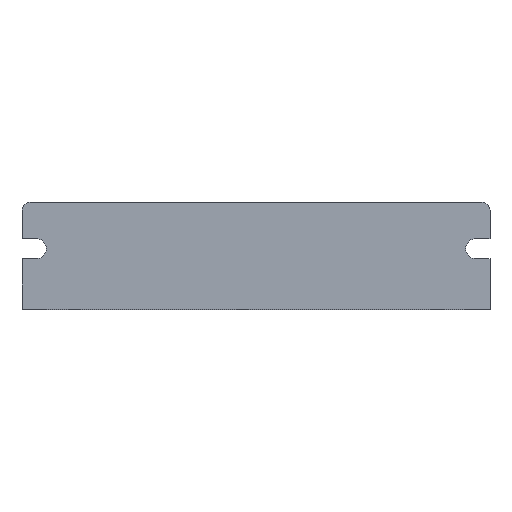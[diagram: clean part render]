
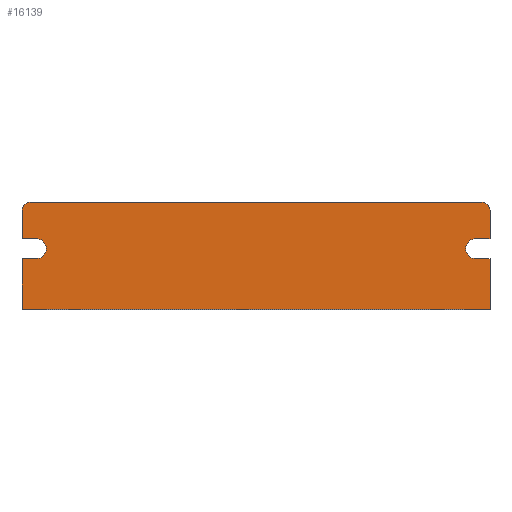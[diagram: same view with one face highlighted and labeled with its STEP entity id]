
A CAD part, top view. The second image highlights one B-rep face of the part: STEP entity #16139.
In plain terms, the highlighted planar face has unit normal (0, 0, 1).
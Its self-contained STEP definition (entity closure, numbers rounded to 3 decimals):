
#2597=DIRECTION('',(-1.,0.,0.));
#2598=VECTOR('',#2597,116.);
#2599=CARTESIAN_POINT('',(58.,0.,34.6));
#2600=LINE('',#2599,#2598);
#4289=DIRECTION('',(1.,0.,0.));
#4290=VECTOR('',#4289,112.);
#4291=CARTESIAN_POINT('',(-56.,26.5,34.6));
#4292=LINE('',#4291,#4290);
#4301=CARTESIAN_POINT('',(-56.,24.5,34.6));
#4302=DIRECTION('',(0.,0.,1.));
#4303=DIRECTION('',(0.,1.,0.));
#4304=AXIS2_PLACEMENT_3D('',#4301,#4302,#4303);
#4306=CARTESIAN_POINT('',(56.,24.5,34.6));
#4307=DIRECTION('',(0.,0.,1.));
#4308=DIRECTION('',(1.,0.,0.));
#4309=AXIS2_PLACEMENT_3D('',#4306,#4307,#4308);
#4311=CARTESIAN_POINT('',(54.5,15.,34.6));
#4312=DIRECTION('',(0.,0.,-1.));
#4313=DIRECTION('',(0.,-1.,0.));
#4314=AXIS2_PLACEMENT_3D('',#4311,#4312,#4313);
#4316=DIRECTION('',(0.,-1.,0.));
#4317=VECTOR('',#4316,12.5);
#4318=CARTESIAN_POINT('',(-58.,12.5,34.6));
#4319=LINE('',#4318,#4317);
#4320=CARTESIAN_POINT('',(-54.5,15.,34.6));
#4321=DIRECTION('',(0.,0.,-1.));
#4322=DIRECTION('',(0.,1.,0.));
#4323=AXIS2_PLACEMENT_3D('',#4320,#4321,#4322);
#4325=DIRECTION('',(1.,0.,0.));
#4326=VECTOR('',#4325,3.5);
#4327=CARTESIAN_POINT('',(-58.,17.5,34.6));
#4328=LINE('',#4327,#4326);
#4329=DIRECTION('',(0.,-1.,0.));
#4330=VECTOR('',#4329,7.);
#4331=CARTESIAN_POINT('',(-58.,24.5,34.6));
#4332=LINE('',#4331,#4330);
#4365=DIRECTION('',(-1.,0.,0.));
#4366=VECTOR('',#4365,3.5);
#4367=CARTESIAN_POINT('',(-54.5,12.5,34.6));
#4368=LINE('',#4367,#4366);
#4373=DIRECTION('',(0.,-1.,0.));
#4374=VECTOR('',#4373,7.);
#4375=CARTESIAN_POINT('',(58.,24.5,34.6));
#4376=LINE('',#4375,#4374);
#4385=DIRECTION('',(1.,0.,0.));
#4386=VECTOR('',#4385,3.5);
#4387=CARTESIAN_POINT('',(54.5,17.5,34.6));
#4388=LINE('',#4387,#4386);
#4401=DIRECTION('',(-1.,0.,0.));
#4402=VECTOR('',#4401,3.5);
#4403=CARTESIAN_POINT('',(58.,12.5,34.6));
#4404=LINE('',#4403,#4402);
#4409=DIRECTION('',(0.,-1.,0.));
#4410=VECTOR('',#4409,12.5);
#4411=CARTESIAN_POINT('',(58.,12.5,34.6));
#4412=LINE('',#4411,#4410);
#6399=CARTESIAN_POINT('',(-58.,24.5,34.6));
#6401=VERTEX_POINT('',#6399);
#6405=CARTESIAN_POINT('',(-58.,17.5,34.6));
#6406=VERTEX_POINT('',#6405);
#6411=CARTESIAN_POINT('',(-58.,0.,34.6));
#6412=VERTEX_POINT('',#6411);
#6413=CARTESIAN_POINT('',(-58.,12.5,34.6));
#6414=VERTEX_POINT('',#6413);
#6437=CARTESIAN_POINT('',(-56.,26.5,34.6));
#6438=VERTEX_POINT('',#6437);
#6457=CARTESIAN_POINT('',(-54.5,17.5,34.6));
#6458=VERTEX_POINT('',#6457);
#6459=CARTESIAN_POINT('',(56.,26.5,34.6));
#6460=VERTEX_POINT('',#6459);
#6461=CARTESIAN_POINT('',(58.,24.5,34.6));
#6462=VERTEX_POINT('',#6461);
#6463=CARTESIAN_POINT('',(58.,17.5,34.6));
#6464=VERTEX_POINT('',#6463);
#6465=CARTESIAN_POINT('',(54.5,17.5,34.6));
#6466=VERTEX_POINT('',#6465);
#6467=CARTESIAN_POINT('',(54.5,12.5,34.6));
#6468=VERTEX_POINT('',#6467);
#6469=CARTESIAN_POINT('',(58.,12.5,34.6));
#6470=VERTEX_POINT('',#6469);
#6471=CARTESIAN_POINT('',(58.,0.,34.6));
#6472=VERTEX_POINT('',#6471);
#6473=CARTESIAN_POINT('',(-54.5,12.5,34.6));
#6474=VERTEX_POINT('',#6473);
#16108=CARTESIAN_POINT('',(0.,13.25,34.6));
#16109=DIRECTION('',(0.,0.,1.));
#16110=DIRECTION('',(0.,-1.,0.));
#16111=AXIS2_PLACEMENT_3D('',#16108,#16109,#16110);
#16112=PLANE('',#16111);
#16114=ORIENTED_EDGE('',*,*,#16113,.F.);
#16115=ORIENTED_EDGE('',*,*,#16073,.T.);
#16116=ORIENTED_EDGE('',*,*,#16092,.F.);
#16118=ORIENTED_EDGE('',*,*,#16117,.T.);
#16120=ORIENTED_EDGE('',*,*,#16119,.F.);
#16122=ORIENTED_EDGE('',*,*,#16121,.F.);
#16124=ORIENTED_EDGE('',*,*,#16123,.F.);
#16126=ORIENTED_EDGE('',*,*,#16125,.T.);
#16127=ORIENTED_EDGE('',*,*,#12525,.T.);
#16128=ORIENTED_EDGE('',*,*,#15861,.F.);
#16130=ORIENTED_EDGE('',*,*,#16129,.F.);
#16132=ORIENTED_EDGE('',*,*,#16131,.F.);
#16134=ORIENTED_EDGE('',*,*,#16133,.F.);
#16136=ORIENTED_EDGE('',*,*,#16135,.F.);
#16137=EDGE_LOOP('',(#16114,#16115,#16116,#16118,#16120,#16122,#16124,#16126,
#16127,#16128,#16130,#16132,#16134,#16136));
#16138=FACE_OUTER_BOUND('',#16137,.F.);
#16139=ADVANCED_FACE('',(#16138),#16112,.T.);
#4305=CIRCLE('',#4304,2.);
#4310=CIRCLE('',#4309,2.);
#4315=CIRCLE('',#4314,2.5);
#4324=CIRCLE('',#4323,2.5);
#12525=EDGE_CURVE('',#6472,#6412,#2600,.T.);
#15861=EDGE_CURVE('',#6414,#6412,#4319,.T.);
#16073=EDGE_CURVE('',#6438,#6460,#4292,.T.);
#16092=EDGE_CURVE('',#6462,#6460,#4310,.T.);
#16113=EDGE_CURVE('',#6438,#6401,#4305,.T.);
#16117=EDGE_CURVE('',#6462,#6464,#4376,.T.);
#16119=EDGE_CURVE('',#6466,#6464,#4388,.T.);
#16121=EDGE_CURVE('',#6468,#6466,#4315,.T.);
#16123=EDGE_CURVE('',#6470,#6468,#4404,.T.);
#16125=EDGE_CURVE('',#6470,#6472,#4412,.T.);
#16129=EDGE_CURVE('',#6474,#6414,#4368,.T.);
#16131=EDGE_CURVE('',#6458,#6474,#4324,.T.);
#16133=EDGE_CURVE('',#6406,#6458,#4328,.T.);
#16135=EDGE_CURVE('',#6401,#6406,#4332,.T.);
